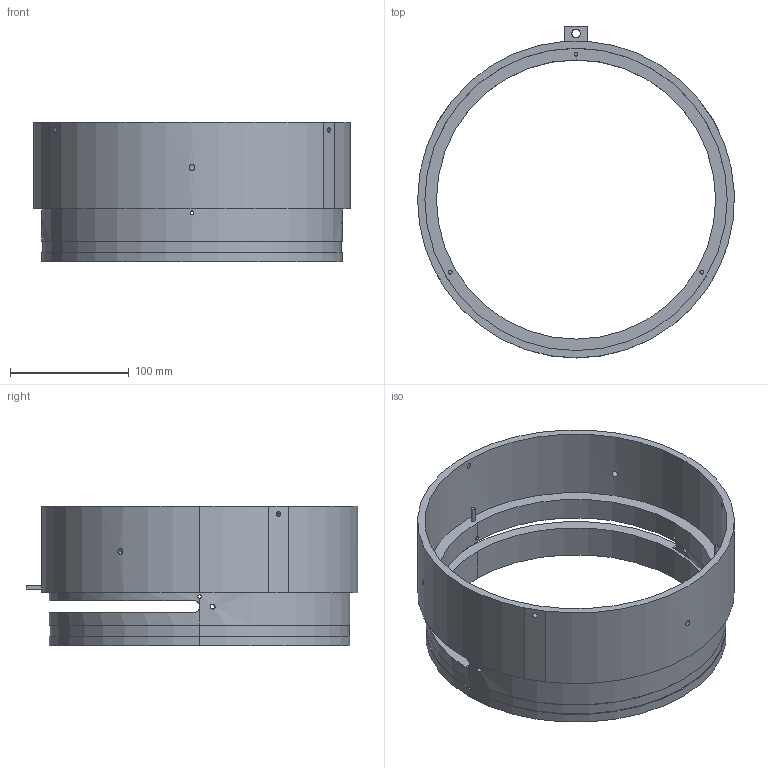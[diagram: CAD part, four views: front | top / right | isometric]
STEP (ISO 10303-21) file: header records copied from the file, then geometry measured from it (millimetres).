
FILE_DESCRIPTION (( 'STEP AP203' ), '1' );
FILE_NAME ('D080365-v1_aLIGO_VE_Viewport Guard.STEP', '2009-12-22T20:10:22', ( ' ' ), ( ' ' ), 'SwSTEP 2.0', 'SolidWorks 2009', '' );
FILE_SCHEMA (( 'CONFIG_CONTROL_DESIGN' ));
Length unit declared in the file: inch
Products named in the file (1): D080365-v1_aLIGO_VE_Viewport Guard
Bounding box: 266.61 x 279.4 x 117.47 mm (x, y, z)
Volume: 718800.1 mm3; surface area: 216473.9 mm2
Topology: 4 solids, 4 shells, 90 faces, 223 edges, 144 vertices
Faces by surface type: cylinder 64, plane 26
Entity records: 4014 total; most frequent: CARTESIAN_POINT 1782, ORIENTED_EDGE 446, DIRECTION 423, EDGE_CURVE 223, AXIS2_PLACEMENT_3D 165, VERTEX_POINT 144, EDGE_LOOP 123, VECTOR 93
